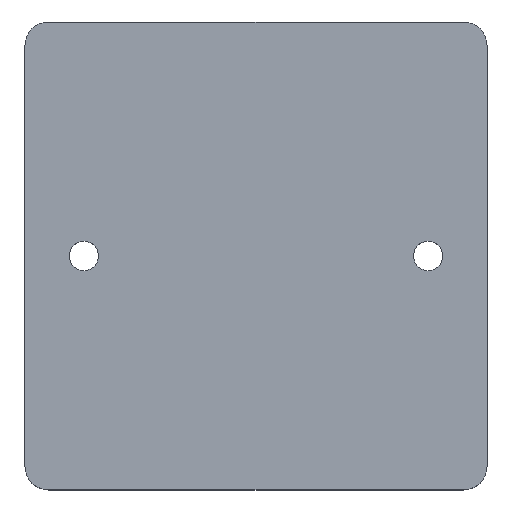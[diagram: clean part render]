
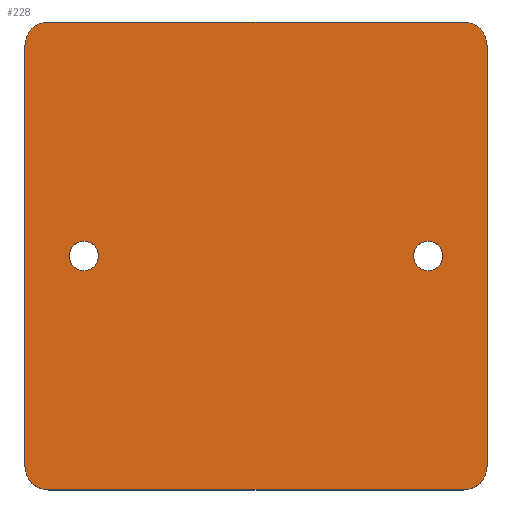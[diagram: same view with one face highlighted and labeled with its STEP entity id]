
A CAD part, top view. The second image highlights one B-rep face of the part: STEP entity #228.
In plain terms, the highlighted planar face has unit normal (0, 0, 1).
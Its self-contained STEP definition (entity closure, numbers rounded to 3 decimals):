
#17=FACE_BOUND('',#51,.T.);
#18=FACE_BOUND('',#52,.T.);
#24=PLANE('',#254);
#36=FACE_OUTER_BOUND('',#50,.T.);
#50=EDGE_LOOP('',(#201,#202,#203,#204,#205,#206,#207,#208));
#51=EDGE_LOOP('',(#209));
#52=EDGE_LOOP('',(#210));
#59=LINE('',#353,#77);
#64=LINE('',#367,#82);
#69=LINE('',#382,#87);
#70=LINE('',#384,#88);
#77=VECTOR('',#283,10.);
#82=VECTOR('',#298,10.);
#87=VECTOR('',#317,10.);
#88=VECTOR('',#320,10.);
#89=CIRCLE('',#232,1.6);
#96=CIRCLE('',#242,1.6);
#97=CIRCLE('',#244,1.6);
#98=CIRCLE('',#247,1.6);
#99=CIRCLE('',#249,1.);
#100=CIRCLE('',#251,1.);
#101=VERTEX_POINT('',#325);
#102=VERTEX_POINT('',#326);
#113=VERTEX_POINT('',#352);
#114=VERTEX_POINT('',#356);
#115=VERTEX_POINT('',#360);
#116=VERTEX_POINT('',#361);
#117=VERTEX_POINT('',#366);
#118=VERTEX_POINT('',#370);
#119=VERTEX_POINT('',#374);
#120=VERTEX_POINT('',#378);
#121=EDGE_CURVE('',#101,#102,#89,.T.);
#134=EDGE_CURVE('',#113,#102,#59,.T.);
#136=EDGE_CURVE('',#113,#114,#96,.T.);
#138=EDGE_CURVE('',#115,#116,#97,.T.);
#141=EDGE_CURVE('',#117,#116,#64,.T.);
#143=EDGE_CURVE('',#117,#118,#98,.T.);
#146=EDGE_CURVE('',#119,#119,#99,.T.);
#148=EDGE_CURVE('',#120,#120,#100,.T.);
#149=EDGE_CURVE('',#101,#118,#69,.T.);
#150=EDGE_CURVE('',#115,#114,#70,.T.);
#201=ORIENTED_EDGE('',*,*,#121,.F.);
#202=ORIENTED_EDGE('',*,*,#149,.T.);
#203=ORIENTED_EDGE('',*,*,#143,.F.);
#204=ORIENTED_EDGE('',*,*,#141,.T.);
#205=ORIENTED_EDGE('',*,*,#138,.F.);
#206=ORIENTED_EDGE('',*,*,#150,.T.);
#207=ORIENTED_EDGE('',*,*,#136,.F.);
#208=ORIENTED_EDGE('',*,*,#134,.T.);
#209=ORIENTED_EDGE('',*,*,#146,.T.);
#210=ORIENTED_EDGE('',*,*,#148,.T.);
#228=ADVANCED_FACE('',(#36,#17,#18),#24,.T.);
#232=AXIS2_PLACEMENT_3D('',#327,#259,#260);
#242=AXIS2_PLACEMENT_3D('',#357,#287,#288);
#244=AXIS2_PLACEMENT_3D('',#362,#292,#293);
#247=AXIS2_PLACEMENT_3D('',#371,#302,#303);
#249=AXIS2_PLACEMENT_3D('',#376,#308,#309);
#251=AXIS2_PLACEMENT_3D('',#380,#313,#314);
#254=AXIS2_PLACEMENT_3D('',#385,#321,#322);
#259=DIRECTION('center_axis',(0.,0.,-1.));
#260=DIRECTION('ref_axis',(-0.707,-0.707,0.));
#283=DIRECTION('',(0.,-1.,0.));
#287=DIRECTION('center_axis',(0.,0.,-1.));
#288=DIRECTION('ref_axis',(-0.707,0.707,0.));
#292=DIRECTION('center_axis',(0.,0.,-1.));
#293=DIRECTION('ref_axis',(0.707,0.707,0.));
#298=DIRECTION('',(0.,1.,0.));
#302=DIRECTION('center_axis',(0.,0.,-1.));
#303=DIRECTION('ref_axis',(0.707,-0.707,0.));
#308=DIRECTION('center_axis',(0.,0.,-1.));
#309=DIRECTION('ref_axis',(-1.,0.,0.));
#313=DIRECTION('center_axis',(0.,0.,-1.));
#314=DIRECTION('ref_axis',(-1.,0.,0.));
#317=DIRECTION('',(1.,0.,0.));
#320=DIRECTION('',(-1.,0.,0.));
#321=DIRECTION('center_axis',(0.,0.,1.));
#322=DIRECTION('ref_axis',(1.,0.,0.));
#325=CARTESIAN_POINT('',(395.475,79.35,6.));
#326=CARTESIAN_POINT('',(393.875,80.95,6.));
#327=CARTESIAN_POINT('Origin',(395.475,80.95,6.));
#352=CARTESIAN_POINT('',(393.875,109.55,6.));
#353=CARTESIAN_POINT('',(393.875,111.15,6.));
#356=CARTESIAN_POINT('',(395.475,111.15,6.));
#357=CARTESIAN_POINT('Origin',(395.475,109.55,6.));
#360=CARTESIAN_POINT('',(423.675,111.15,6.));
#361=CARTESIAN_POINT('',(425.275,109.55,6.));
#362=CARTESIAN_POINT('Origin',(423.675,109.55,6.));
#366=CARTESIAN_POINT('',(425.275,80.95,6.));
#367=CARTESIAN_POINT('',(425.275,79.35,6.));
#370=CARTESIAN_POINT('',(423.675,79.35,6.));
#371=CARTESIAN_POINT('Origin',(423.675,80.95,6.));
#374=CARTESIAN_POINT('',(422.275,95.25,6.));
#376=CARTESIAN_POINT('Origin',(421.275,95.25,6.));
#378=CARTESIAN_POINT('',(398.875,95.25,6.));
#380=CARTESIAN_POINT('Origin',(397.875,95.25,6.));
#382=CARTESIAN_POINT('',(393.875,79.35,6.));
#384=CARTESIAN_POINT('',(425.275,111.15,6.));
#385=CARTESIAN_POINT('Origin',(409.575,95.25,6.));
